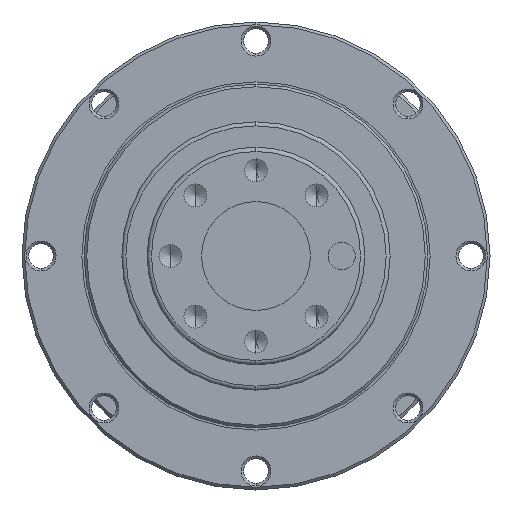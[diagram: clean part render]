
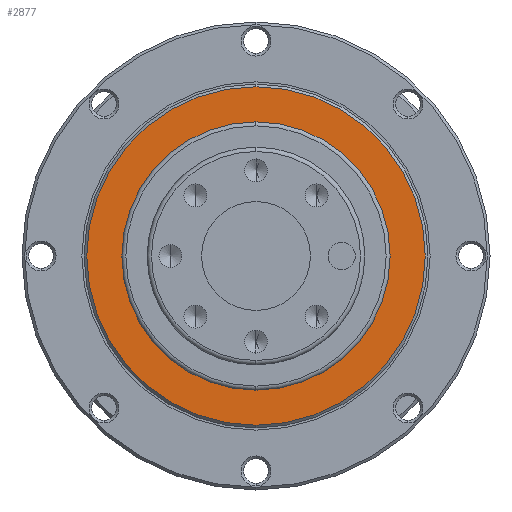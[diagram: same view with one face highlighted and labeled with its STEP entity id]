
A CAD part, left-side view. The second image highlights one B-rep face of the part: STEP entity #2877.
In plain terms, the highlighted planar face has unit normal (-1, 0, 0).
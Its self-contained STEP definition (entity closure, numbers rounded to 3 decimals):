
#201 = EDGE_CURVE ( 'NONE', #4020, #5516, #3809, .T. ) ;
#397 = CARTESIAN_POINT ( 'NONE',  ( -115.798, 25.201, -31.1 ) ) ;
#690 = AXIS2_PLACEMENT_3D ( 'NONE', #5302, #4858, #3068 ) ;
#836 = CARTESIAN_POINT ( 'NONE',  ( -115.798, 25.201, 24.65 ) ) ;
#1081 = EDGE_CURVE ( 'NONE', #5516, #4020, #1140, .T. ) ;
#1140 = CIRCLE ( 'NONE', #2026, 31.1 ) ;
#1191 = AXIS2_PLACEMENT_3D ( 'NONE', #3443, #5271, #3816 ) ;
#1223 = DIRECTION ( 'NONE',  ( -1., 0., 0. ) ) ;
#1317 = ORIENTED_EDGE ( 'NONE', *, *, #1081, .T. ) ;
#1330 = CARTESIAN_POINT ( 'NONE',  ( -115.798, 49.851, 0. ) ) ;
#1442 = EDGE_LOOP ( 'NONE', ( #1317, #2906 ) ) ;
#1585 = ORIENTED_EDGE ( 'NONE', *, *, #3906, .F. ) ;
#1687 = VERTEX_POINT ( 'NONE', #1943 ) ;
#1874 = EDGE_LOOP ( 'NONE', ( #1585, #2879 ) ) ;
#1943 = CARTESIAN_POINT ( 'NONE',  ( -115.798, 25.201, -24.65 ) ) ;
#1952 = VERTEX_POINT ( 'NONE', #836 ) ;
#2026 = AXIS2_PLACEMENT_3D ( 'NONE', #4882, #4401, #2161 ) ;
#2135 = CARTESIAN_POINT ( 'NONE',  ( -115.798, 25.201, 0. ) ) ;
#2161 = DIRECTION ( 'NONE',  ( 0., 0., -1. ) ) ;
#2877 = ADVANCED_FACE ( 'NONE', ( #4559, #2996 ), #5032, .F. ) ;
#2879 = ORIENTED_EDGE ( 'NONE', *, *, #4078, .F. ) ;
#2906 = ORIENTED_EDGE ( 'NONE', *, *, #201, .T. ) ;
#2996 = FACE_BOUND ( 'NONE', #1874, .T. ) ;
#3068 = DIRECTION ( 'NONE',  ( 0., 0., 1. ) ) ;
#3282 = AXIS2_PLACEMENT_3D ( 'NONE', #2135, #1223, #4429 ) ;
#3339 = CIRCLE ( 'NONE', #690, 24.65 ) ;
#3443 = CARTESIAN_POINT ( 'NONE',  ( -115.798, 25.201, 0. ) ) ;
#3623 = CIRCLE ( 'NONE', #1191, 24.65 ) ;
#3809 = CIRCLE ( 'NONE', #3282, 31.1 ) ;
#3816 = DIRECTION ( 'NONE',  ( 0., 0., 1. ) ) ;
#3906 = EDGE_CURVE ( 'NONE', #1952, #1687, #3623, .T. ) ;
#4020 = VERTEX_POINT ( 'NONE', #4800 ) ;
#4078 = EDGE_CURVE ( 'NONE', #1687, #1952, #3339, .T. ) ;
#4239 = AXIS2_PLACEMENT_3D ( 'NONE', #1330, #5482, #4562 ) ;
#4401 = DIRECTION ( 'NONE',  ( -1., 0., 0. ) ) ;
#4429 = DIRECTION ( 'NONE',  ( 0., 0., -1. ) ) ;
#4559 = FACE_OUTER_BOUND ( 'NONE', #1442, .T. ) ;
#4562 = DIRECTION ( 'NONE',  ( 0., 0., -1. ) ) ;
#4800 = CARTESIAN_POINT ( 'NONE',  ( -115.798, 25.201, 31.1 ) ) ;
#4858 = DIRECTION ( 'NONE',  ( -1., 0., 0. ) ) ;
#4882 = CARTESIAN_POINT ( 'NONE',  ( -115.798, 25.201, 0. ) ) ;
#5032 = PLANE ( 'NONE',  #4239 ) ;
#5271 = DIRECTION ( 'NONE',  ( -1., 0., 0. ) ) ;
#5302 = CARTESIAN_POINT ( 'NONE',  ( -115.798, 25.201, 0. ) ) ;
#5482 = DIRECTION ( 'NONE',  ( 1., 0., 0. ) ) ;
#5516 = VERTEX_POINT ( 'NONE', #397 ) ;
